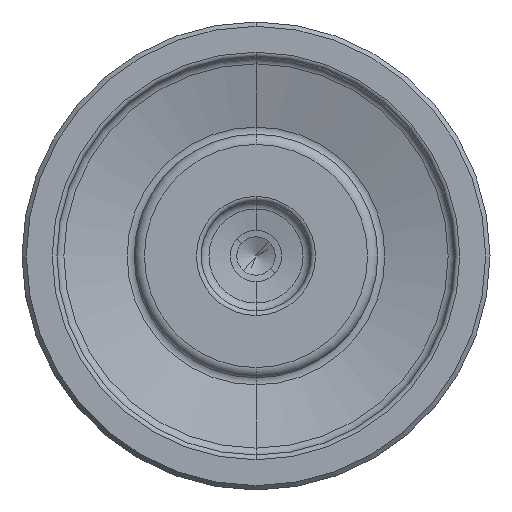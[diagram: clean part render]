
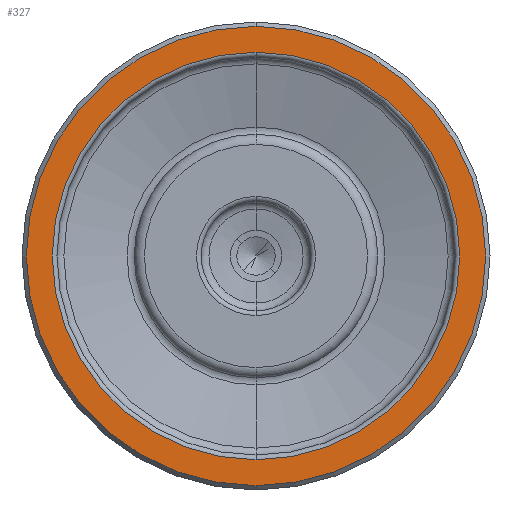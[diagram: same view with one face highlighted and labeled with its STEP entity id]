
A CAD part, front view. The second image highlights one B-rep face of the part: STEP entity #327.
In plain terms, the highlighted planar face has unit normal (0, -1, 0).
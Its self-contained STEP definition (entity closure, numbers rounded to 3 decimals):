
#23 = DIRECTION ( 'NONE',  ( 0., -1., 0. ) ) ;
#70 = ORIENTED_EDGE ( 'NONE', *, *, #2117, .T. ) ;
#138 = CIRCLE ( 'NONE', #1438, 24.517 ) ;
#178 = FACE_BOUND ( 'NONE', #1815, .T. ) ;
#255 = VERTEX_POINT ( 'NONE', #977 ) ;
#300 = DIRECTION ( 'NONE',  ( 0., 1., 0. ) ) ;
#327 = ADVANCED_FACE ( 'NONE', ( #1158, #178 ), #1968, .T. ) ;
#401 = CARTESIAN_POINT ( 'NONE',  ( 21.25, 0.706, 0. ) ) ;
#412 = ORIENTED_EDGE ( 'NONE', *, *, #2105, .T. ) ;
#447 = AXIS2_PLACEMENT_3D ( 'NONE', #401, #23, #1401 ) ;
#540 = CARTESIAN_POINT ( 'NONE',  ( 0., 0.706, 0. ) ) ;
#623 = CARTESIAN_POINT ( 'NONE',  ( 0., 0.706, 24.517 ) ) ;
#745 = DIRECTION ( 'NONE',  ( 0., 0., -1. ) ) ;
#937 = CIRCLE ( 'NONE', #2257, 21.75 ) ;
#961 = CARTESIAN_POINT ( 'NONE',  ( 0., 0.706, 0. ) ) ;
#977 = CARTESIAN_POINT ( 'NONE',  ( 0., 0.706, -21.75 ) ) ;
#1137 = DIRECTION ( 'NONE',  ( 0., -1., 0. ) ) ;
#1146 = CIRCLE ( 'NONE', #2177, 21.75 ) ;
#1156 = DIRECTION ( 'NONE',  ( 0., 0., -1. ) ) ;
#1158 = FACE_OUTER_BOUND ( 'NONE', #1950, .T. ) ;
#1167 = CARTESIAN_POINT ( 'NONE',  ( 0., 0.706, 0. ) ) ;
#1181 = CIRCLE ( 'NONE', #2206, 24.517 ) ;
#1369 = DIRECTION ( 'NONE',  ( 0., 0., -1. ) ) ;
#1401 = DIRECTION ( 'NONE',  ( 0., 0., -1. ) ) ;
#1433 = ORIENTED_EDGE ( 'NONE', *, *, #1911, .T. ) ;
#1438 = AXIS2_PLACEMENT_3D ( 'NONE', #961, #2315, #1156 ) ;
#1477 = CARTESIAN_POINT ( 'NONE',  ( 0., 0.706, 0. ) ) ;
#1515 = CARTESIAN_POINT ( 'NONE',  ( 0., 0.706, -24.517 ) ) ;
#1560 = EDGE_CURVE ( 'NONE', #2323, #255, #1146, .T. ) ;
#1666 = DIRECTION ( 'NONE',  ( 0., 0., -1. ) ) ;
#1815 = EDGE_LOOP ( 'NONE', ( #1433, #1991 ) ) ;
#1911 = EDGE_CURVE ( 'NONE', #255, #2323, #937, .T. ) ;
#1922 = DIRECTION ( 'NONE',  ( 0., 1., 0. ) ) ;
#1950 = EDGE_LOOP ( 'NONE', ( #70, #412 ) ) ;
#1968 = PLANE ( 'NONE',  #447 ) ;
#1991 = ORIENTED_EDGE ( 'NONE', *, *, #1560, .T. ) ;
#2019 = CARTESIAN_POINT ( 'NONE',  ( 0., 0.706, 21.75 ) ) ;
#2105 = EDGE_CURVE ( 'NONE', #2488, #2278, #138, .T. ) ;
#2117 = EDGE_CURVE ( 'NONE', #2278, #2488, #1181, .T. ) ;
#2177 = AXIS2_PLACEMENT_3D ( 'NONE', #540, #1922, #745 ) ;
#2206 = AXIS2_PLACEMENT_3D ( 'NONE', #1167, #1137, #1369 ) ;
#2257 = AXIS2_PLACEMENT_3D ( 'NONE', #1477, #300, #1666 ) ;
#2278 = VERTEX_POINT ( 'NONE', #623 ) ;
#2315 = DIRECTION ( 'NONE',  ( 0., -1., 0. ) ) ;
#2323 = VERTEX_POINT ( 'NONE', #2019 ) ;
#2488 = VERTEX_POINT ( 'NONE', #1515 ) ;
